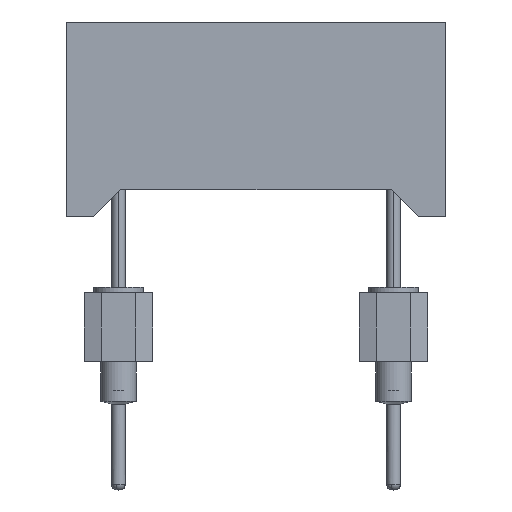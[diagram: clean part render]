
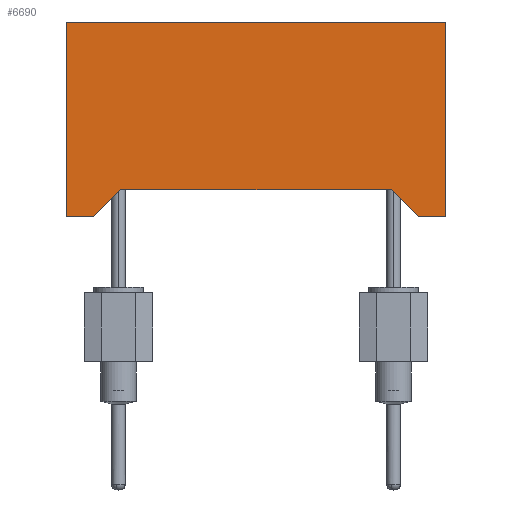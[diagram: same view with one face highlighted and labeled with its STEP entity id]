
A CAD part, left-side view. The second image highlights one B-rep face of the part: STEP entity #6690.
In plain terms, the highlighted face is planar.
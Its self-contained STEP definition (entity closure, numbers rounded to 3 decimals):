
#132 = VERTEX_POINT ( 'NONE', #5064 ) ;
#170 = DIRECTION ( 'NONE',  ( 0., -0.707, 0.707 ) ) ;
#448 = ORIENTED_EDGE ( 'NONE', *, *, #5563, .F. ) ;
#461 = VERTEX_POINT ( 'NONE', #2490 ) ;
#492 = EDGE_CURVE ( 'NONE', #461, #2268, #4703, .T. ) ;
#503 = LINE ( 'NONE', #10395, #6155 ) ;
#517 = VECTOR ( 'NONE', #4818, 1000. ) ;
#586 = AXIS2_PLACEMENT_3D ( 'NONE', #9589, #7003, #2581 ) ;
#698 = ORIENTED_EDGE ( 'NONE', *, *, #492, .T. ) ;
#984 = EDGE_CURVE ( 'NONE', #9393, #4109, #10977, .T. ) ;
#1054 = EDGE_CURVE ( 'NONE', #1323, #4109, #2571, .T. ) ;
#1323 = VERTEX_POINT ( 'NONE', #8100 ) ;
#1334 = CARTESIAN_POINT ( 'NONE',  ( 21.35, -1.92, 0.1 ) ) ;
#1362 = LINE ( 'NONE', #9922, #8670 ) ;
#1396 = VECTOR ( 'NONE', #7511, 1000. ) ;
#1495 = ORIENTED_EDGE ( 'NONE', *, *, #6393, .F. ) ;
#2268 = VERTEX_POINT ( 'NONE', #9524 ) ;
#2448 = ORIENTED_EDGE ( 'NONE', *, *, #1054, .T. ) ;
#2490 = CARTESIAN_POINT ( 'NONE',  ( 21.35, 0.08, 1.1 ) ) ;
#2571 = LINE ( 'NONE', #3812, #8927 ) ;
#2581 = DIRECTION ( 'NONE',  ( 0., 0., 1. ) ) ;
#2617 = CARTESIAN_POINT ( 'NONE',  ( 21.35, -0.92, 0.1 ) ) ;
#2907 = LINE ( 'NONE', #1334, #1396 ) ;
#2915 = ORIENTED_EDGE ( 'NONE', *, *, #4402, .F. ) ;
#3143 = CARTESIAN_POINT ( 'NONE',  ( 21.35, -1.92, 0.1 ) ) ;
#3407 = PLANE ( 'NONE',  #586 ) ;
#3803 = LINE ( 'NONE', #2617, #8366 ) ;
#3812 = CARTESIAN_POINT ( 'NONE',  ( 21.35, 12.08, 0.1 ) ) ;
#4103 = LINE ( 'NONE', #10094, #517 ) ;
#4109 = VERTEX_POINT ( 'NONE', #4460 ) ;
#4186 = CARTESIAN_POINT ( 'NONE',  ( 21.35, -1.92, 7.3 ) ) ;
#4402 = EDGE_CURVE ( 'NONE', #6339, #9393, #2907, .T. ) ;
#4411 = VECTOR ( 'NONE', #5211, 1000. ) ;
#4460 = CARTESIAN_POINT ( 'NONE',  ( 21.35, 12.08, 7.3 ) ) ;
#4703 = LINE ( 'NONE', #9571, #4411 ) ;
#4818 = DIRECTION ( 'NONE',  ( 0., -1., 0. ) ) ;
#5064 = CARTESIAN_POINT ( 'NONE',  ( 21.35, -0.92, 0.1 ) ) ;
#5159 = ORIENTED_EDGE ( 'NONE', *, *, #984, .F. ) ;
#5211 = DIRECTION ( 'NONE',  ( 0., 1., 0. ) ) ;
#5524 = DIRECTION ( 'NONE',  ( 0., 1., 0. ) ) ;
#5563 = EDGE_CURVE ( 'NONE', #8138, #2268, #1362, .T. ) ;
#6155 = VECTOR ( 'NONE', #11366, 1000. ) ;
#6264 = ORIENTED_EDGE ( 'NONE', *, *, #6600, .F. ) ;
#6339 = VERTEX_POINT ( 'NONE', #3143 ) ;
#6393 = EDGE_CURVE ( 'NONE', #1323, #8138, #4103, .T. ) ;
#6557 = CARTESIAN_POINT ( 'NONE',  ( 21.35, 12.08, 7.3 ) ) ;
#6600 = EDGE_CURVE ( 'NONE', #132, #6339, #503, .T. ) ;
#6652 = EDGE_CURVE ( 'NONE', #461, #132, #3803, .T. ) ;
#6690 = ADVANCED_FACE ( 'NONE', ( #9338 ), #3407, .T. ) ;
#6747 = VECTOR ( 'NONE', #5524, 1000. ) ;
#7003 = DIRECTION ( 'NONE',  ( 1., 0., 0. ) ) ;
#7511 = DIRECTION ( 'NONE',  ( 0., 0., 1. ) ) ;
#7808 = DIRECTION ( 'NONE',  ( 0., -0.707, -0.707 ) ) ;
#8086 = ORIENTED_EDGE ( 'NONE', *, *, #6652, .F. ) ;
#8100 = CARTESIAN_POINT ( 'NONE',  ( 21.35, 12.08, 0.1 ) ) ;
#8138 = VERTEX_POINT ( 'NONE', #10645 ) ;
#8366 = VECTOR ( 'NONE', #7808, 1000. ) ;
#8670 = VECTOR ( 'NONE', #170, 1000. ) ;
#8927 = VECTOR ( 'NONE', #9219, 1000. ) ;
#9219 = DIRECTION ( 'NONE',  ( 0., 0., 1. ) ) ;
#9338 = FACE_OUTER_BOUND ( 'NONE', #10689, .T. ) ;
#9393 = VERTEX_POINT ( 'NONE', #4186 ) ;
#9524 = CARTESIAN_POINT ( 'NONE',  ( 21.35, 10.08, 1.1 ) ) ;
#9571 = CARTESIAN_POINT ( 'NONE',  ( 21.35, 1.58, 1.1 ) ) ;
#9589 = CARTESIAN_POINT ( 'NONE',  ( 21.35, -1.92, 0.1 ) ) ;
#9922 = CARTESIAN_POINT ( 'NONE',  ( 21.35, 7.58, 3.6 ) ) ;
#10094 = CARTESIAN_POINT ( 'NONE',  ( 21.35, 12.08, 0.1 ) ) ;
#10395 = CARTESIAN_POINT ( 'NONE',  ( 21.35, 12.08, 0.1 ) ) ;
#10645 = CARTESIAN_POINT ( 'NONE',  ( 21.35, 11.08, 0.1 ) ) ;
#10689 = EDGE_LOOP ( 'NONE', ( #1495, #2448, #5159, #2915, #6264, #8086, #698, #448 ) ) ;
#10977 = LINE ( 'NONE', #6557, #6747 ) ;
#11366 = DIRECTION ( 'NONE',  ( 0., -1., 0. ) ) ;
